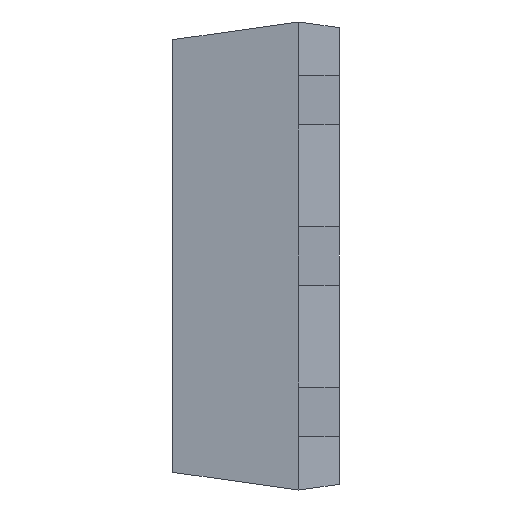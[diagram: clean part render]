
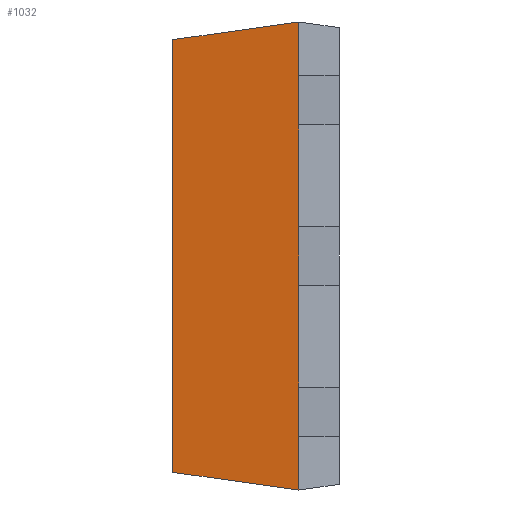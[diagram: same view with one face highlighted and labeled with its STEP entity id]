
A CAD part, left-side view. The second image highlights one B-rep face of the part: STEP entity #1032.
In plain terms, the highlighted planar face has unit normal (-0.99, 0.139, 0).
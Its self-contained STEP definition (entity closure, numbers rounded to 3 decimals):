
#34 = CARTESIAN_POINT ( 'NONE',  ( -1.025, 0.39, -1.26 ) ) ;
#61 = EDGE_CURVE ( 'NONE', #164, #1163, #753, .T. ) ;
#71 = LINE ( 'NONE', #728, #2025 ) ;
#85 = CARTESIAN_POINT ( 'NONE',  ( -1.025, 0.39, 2.25 ) ) ;
#106 = FACE_OUTER_BOUND ( 'NONE', #636, .T. ) ;
#112 = EDGE_CURVE ( 'NONE', #1163, #736, #1877, .T. ) ;
#115 = LINE ( 'NONE', #1292, #754 ) ;
#156 = LINE ( 'NONE', #799, #169 ) ;
#164 = VERTEX_POINT ( 'NONE', #34 ) ;
#169 = VECTOR ( 'NONE', #1461, 1000. ) ;
#243 = LINE ( 'NONE', #1364, #2080 ) ;
#255 = CARTESIAN_POINT ( 'NONE',  ( -1.025, 0.39, -1.74 ) ) ;
#275 = VERTEX_POINT ( 'NONE', #1227 ) ;
#318 = AXIS2_PLACEMENT_3D ( 'NONE', #1718, #2068, #590 ) ;
#361 = VECTOR ( 'NONE', #1888, 1000. ) ;
#402 = DIRECTION ( 'NONE',  ( 0., 0., 1. ) ) ;
#416 = CARTESIAN_POINT ( 'NONE',  ( -1.025, 0.39, 2.25 ) ) ;
#442 = CARTESIAN_POINT ( 'NONE',  ( -1.025, 0.39, -0.28 ) ) ;
#446 = ORIENTED_EDGE ( 'NONE', *, *, #1793, .T. ) ;
#461 = DIRECTION ( 'NONE',  ( 0., 0., 1. ) ) ;
#463 = EDGE_CURVE ( 'NONE', #1723, #164, #115, .T. ) ;
#480 = CARTESIAN_POINT ( 'NONE',  ( -1.025, 0.39, 0.28 ) ) ;
#482 = ORIENTED_EDGE ( 'NONE', *, *, #1158, .T. ) ;
#492 = EDGE_CURVE ( 'NONE', #1762, #1594, #156, .T. ) ;
#562 = ORIENTED_EDGE ( 'NONE', *, *, #1001, .F. ) ;
#569 = DIRECTION ( 'NONE',  ( -0.138, -0.981, -0.138 ) ) ;
#590 = DIRECTION ( 'NONE',  ( -0.139, -0.99, 0. ) ) ;
#624 = CARTESIAN_POINT ( 'NONE',  ( -1.025, 0.39, 2.25 ) ) ;
#629 = DIRECTION ( 'NONE',  ( 0., 0., 1. ) ) ;
#636 = EDGE_LOOP ( 'NONE', ( #877, #1300, #994, #2124, #1064, #1765, #482, #446, #1049, #562 ) ) ;
#728 = CARTESIAN_POINT ( 'NONE',  ( -0.939, 0.998, -2.164 ) ) ;
#736 = VERTEX_POINT ( 'NONE', #480 ) ;
#752 = DIRECTION ( 'NONE',  ( -0.138, -0.981, 0.138 ) ) ;
#753 = LINE ( 'NONE', #85, #1395 ) ;
#754 = VECTOR ( 'NONE', #629, 1000. ) ;
#763 = PLANE ( 'NONE',  #318 ) ;
#788 = VERTEX_POINT ( 'NONE', #1801 ) ;
#799 = CARTESIAN_POINT ( 'NONE',  ( -1.025, 0.39, 2.25 ) ) ;
#862 = EDGE_CURVE ( 'NONE', #1093, #1647, #1354, .T. ) ;
#875 = CARTESIAN_POINT ( 'NONE',  ( -1.025, 0.39, 2.25 ) ) ;
#877 = ORIENTED_EDGE ( 'NONE', *, *, #862, .F. ) ;
#897 = DIRECTION ( 'NONE',  ( 0., 0., 1. ) ) ;
#994 = ORIENTED_EDGE ( 'NONE', *, *, #1826, .T. ) ;
#1001 = EDGE_CURVE ( 'NONE', #1647, #1594, #1077, .T. ) ;
#1032 = ADVANCED_FACE ( 'NONE', ( #106 ), #763, .T. ) ;
#1033 = LINE ( 'NONE', #1909, #1908 ) ;
#1049 = ORIENTED_EDGE ( 'NONE', *, *, #492, .T. ) ;
#1064 = ORIENTED_EDGE ( 'NONE', *, *, #61, .T. ) ;
#1071 = VECTOR ( 'NONE', #402, 1000. ) ;
#1077 = LINE ( 'NONE', #1574, #1895 ) ;
#1093 = VERTEX_POINT ( 'NONE', #1759 ) ;
#1158 = EDGE_CURVE ( 'NONE', #736, #788, #2094, .T. ) ;
#1163 = VERTEX_POINT ( 'NONE', #442 ) ;
#1227 = CARTESIAN_POINT ( 'NONE',  ( -1.025, 0.39, -2.25 ) ) ;
#1292 = CARTESIAN_POINT ( 'NONE',  ( -1.025, 0.39, 2.25 ) ) ;
#1300 = ORIENTED_EDGE ( 'NONE', *, *, #2082, .T. ) ;
#1354 = LINE ( 'NONE', #2009, #1071 ) ;
#1364 = CARTESIAN_POINT ( 'NONE',  ( -1.025, 0.39, 2.25 ) ) ;
#1386 = DIRECTION ( 'NONE',  ( 0., 0., 1. ) ) ;
#1392 = DIRECTION ( 'NONE',  ( 0., 0., 1. ) ) ;
#1394 = CARTESIAN_POINT ( 'NONE',  ( -0.855, 1.6, 2.08 ) ) ;
#1395 = VECTOR ( 'NONE', #1392, 1000. ) ;
#1461 = DIRECTION ( 'NONE',  ( 0., 0., 1. ) ) ;
#1574 = CARTESIAN_POINT ( 'NONE',  ( -1.025, 0.39, 2.25 ) ) ;
#1594 = VERTEX_POINT ( 'NONE', #875 ) ;
#1647 = VERTEX_POINT ( 'NONE', #1394 ) ;
#1686 = VECTOR ( 'NONE', #461, 1000. ) ;
#1718 = CARTESIAN_POINT ( 'NONE',  ( -1.025, 0.39, 2.25 ) ) ;
#1723 = VERTEX_POINT ( 'NONE', #255 ) ;
#1759 = CARTESIAN_POINT ( 'NONE',  ( -0.855, 1.6, -2.08 ) ) ;
#1762 = VERTEX_POINT ( 'NONE', #2045 ) ;
#1765 = ORIENTED_EDGE ( 'NONE', *, *, #112, .T. ) ;
#1793 = EDGE_CURVE ( 'NONE', #788, #1762, #243, .T. ) ;
#1801 = CARTESIAN_POINT ( 'NONE',  ( -1.025, 0.39, 1.26 ) ) ;
#1826 = EDGE_CURVE ( 'NONE', #275, #1723, #1033, .T. ) ;
#1877 = LINE ( 'NONE', #416, #361 ) ;
#1888 = DIRECTION ( 'NONE',  ( 0., 0., 1. ) ) ;
#1895 = VECTOR ( 'NONE', #752, 1000. ) ;
#1908 = VECTOR ( 'NONE', #1386, 1000. ) ;
#1909 = CARTESIAN_POINT ( 'NONE',  ( -1.025, 0.39, 2.25 ) ) ;
#2009 = CARTESIAN_POINT ( 'NONE',  ( -0.855, 1.6, 2.25 ) ) ;
#2025 = VECTOR ( 'NONE', #569, 1000. ) ;
#2045 = CARTESIAN_POINT ( 'NONE',  ( -1.025, 0.39, 1.74 ) ) ;
#2068 = DIRECTION ( 'NONE',  ( -0.99, 0.139, 0. ) ) ;
#2080 = VECTOR ( 'NONE', #897, 1000. ) ;
#2082 = EDGE_CURVE ( 'NONE', #1093, #275, #71, .T. ) ;
#2094 = LINE ( 'NONE', #624, #1686 ) ;
#2124 = ORIENTED_EDGE ( 'NONE', *, *, #463, .T. ) ;
